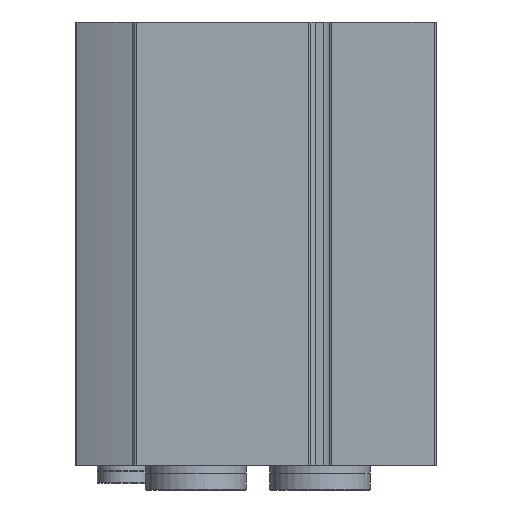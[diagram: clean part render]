
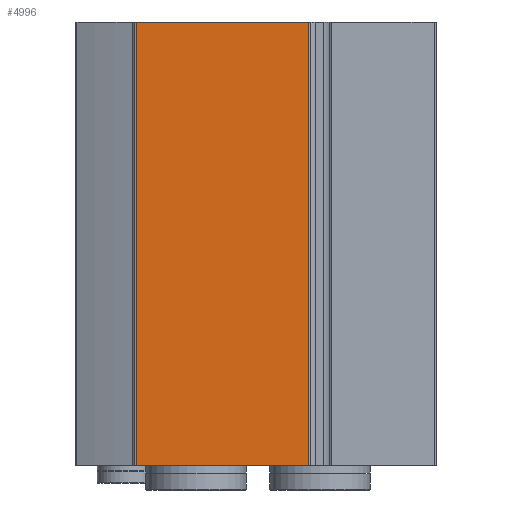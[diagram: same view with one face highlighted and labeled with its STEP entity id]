
A CAD part, front view. The second image highlights one B-rep face of the part: STEP entity #4996.
In plain terms, the highlighted planar face has unit normal (0, -1, 0).
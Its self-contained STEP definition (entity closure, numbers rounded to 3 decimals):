
#169=PLANE('',#5420);
#691=ORIENTED_EDGE('',*,*,#2009,.F.);
#692=ORIENTED_EDGE('',*,*,#2008,.F.);
#693=ORIENTED_EDGE('',*,*,#2010,.T.);
#694=ORIENTED_EDGE('',*,*,#2011,.T.);
#2008=EDGE_CURVE('',#2664,#2663,#3146,.T.);
#2009=EDGE_CURVE('',#2663,#2665,#3147,.T.);
#2010=EDGE_CURVE('',#2664,#2666,#3148,.T.);
#2011=EDGE_CURVE('',#2666,#2665,#3149,.T.);
#2663=VERTEX_POINT('',#7859);
#2664=VERTEX_POINT('',#7861);
#2665=VERTEX_POINT('',#7865);
#2666=VERTEX_POINT('',#7867);
#3146=LINE('',#7862,#3500);
#3147=LINE('',#7864,#3501);
#3148=LINE('',#7866,#3502);
#3149=LINE('',#7868,#3503);
#3500=VECTOR('',#6097,1000.);
#3501=VECTOR('',#6100,1000.);
#3502=VECTOR('',#6101,1000.);
#3503=VECTOR('',#6102,1000.);
#3859=EDGE_LOOP('',(#691,#692,#693,#694));
#4375=FACE_BOUND('',#3859,.T.);
#4996=ADVANCED_FACE('',(#4375),#169,.T.);
#5420=AXIS2_PLACEMENT_3D('',#7863,#6098,#6099);
#6097=DIRECTION('',(0.,0.,1.));
#6098=DIRECTION('',(0.,-1.,0.));
#6099=DIRECTION('',(0.,0.,-1.));
#6100=DIRECTION('',(1.,0.,0.));
#6101=DIRECTION('',(1.,0.,0.));
#6102=DIRECTION('',(0.,0.,1.));
#7859=CARTESIAN_POINT('',(-47.42,0.,0.));
#7861=CARTESIAN_POINT('',(-47.42,0.,-114.5));
#7862=CARTESIAN_POINT('',(-47.42,0.,-114.5));
#7863=CARTESIAN_POINT('',(-47.42,0.,-114.5));
#7864=CARTESIAN_POINT('',(-47.42,0.,0.));
#7865=CARTESIAN_POINT('',(-3.,0.,0.));
#7866=CARTESIAN_POINT('',(-47.42,0.,-114.5));
#7867=CARTESIAN_POINT('',(-3.,0.,-114.5));
#7868=CARTESIAN_POINT('',(-3.,0.,-114.5));
